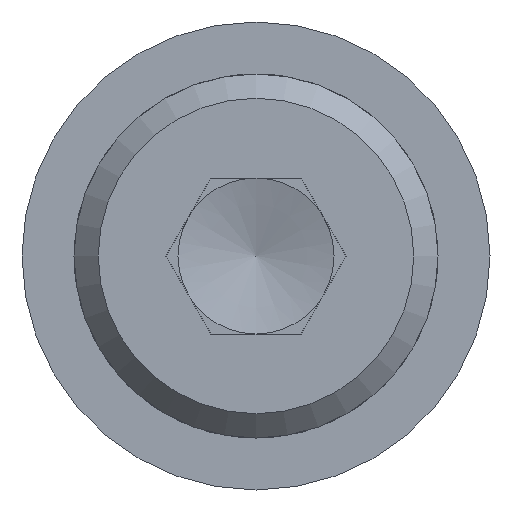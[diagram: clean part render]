
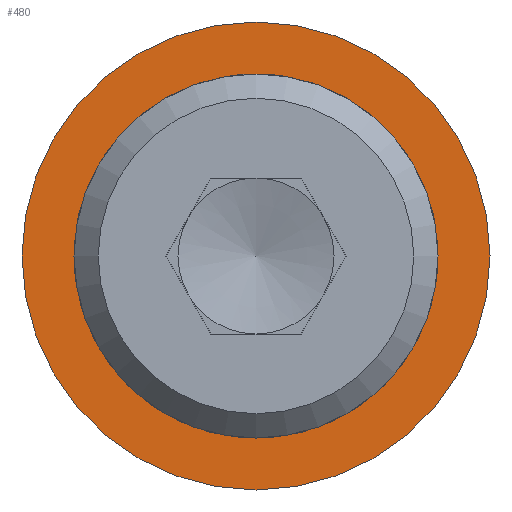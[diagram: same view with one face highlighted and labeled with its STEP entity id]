
A CAD part, left-side view. The second image highlights one B-rep face of the part: STEP entity #480.
In plain terms, the highlighted planar face has unit normal (-1, 0, 0).
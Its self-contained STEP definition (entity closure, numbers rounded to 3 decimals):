
#211=ORIENTED_EDGE('',*,*,#270,.T.);
#212=ORIENTED_EDGE('',*,*,#271,.F.);
#270=EDGE_CURVE('',#310,#310,#333,.T.);
#271=EDGE_CURVE('',#311,#311,#334,.T.);
#310=VERTEX_POINT('',#861);
#311=VERTEX_POINT('',#863);
#333=CIRCLE('',#576,1.45);
#334=CIRCLE('',#577,4.5);
#375=EDGE_LOOP('',(#211));
#376=EDGE_LOOP('',(#212));
#422=FACE_BOUND('',#375,.T.);
#423=FACE_BOUND('',#376,.T.);
#449=PLANE('',#575);
#480=ADVANCED_FACE('',(#422,#423),#449,.T.);
#575=AXIS2_PLACEMENT_3D('',#859,#722,#723);
#576=AXIS2_PLACEMENT_3D('',#860,#724,#725);
#577=AXIS2_PLACEMENT_3D('',#862,#726,#727);
#722=DIRECTION('',(-1.,0.,0.));
#723=DIRECTION('',(0.,0.,1.));
#724=DIRECTION('',(1.,0.,0.));
#725=DIRECTION('',(0.,0.,-1.));
#726=DIRECTION('',(1.,0.,0.));
#727=DIRECTION('',(0.,0.,-1.));
#859=CARTESIAN_POINT('',(0.,4.5,0.));
#860=CARTESIAN_POINT('',(0.,0.,0.));
#861=CARTESIAN_POINT('',(0.,0.,-1.45));
#862=CARTESIAN_POINT('',(0.,0.,0.));
#863=CARTESIAN_POINT('',(0.,0.,-4.5));
